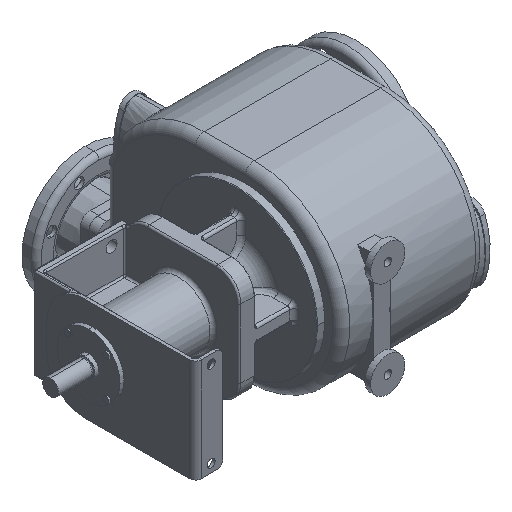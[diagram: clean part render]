
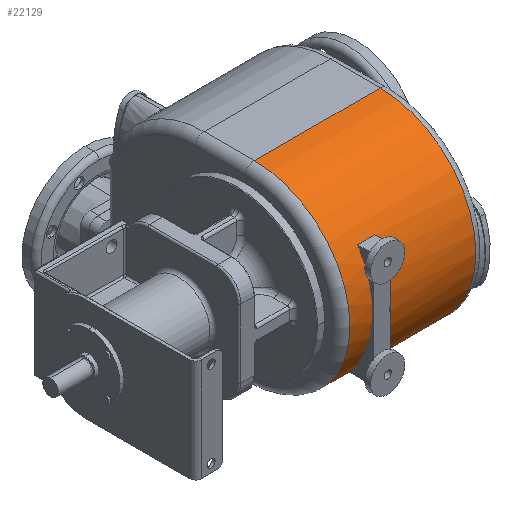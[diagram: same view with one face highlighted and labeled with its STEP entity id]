
A CAD part, isometric view. The second image highlights one B-rep face of the part: STEP entity #22129.
In plain terms, the highlighted cylindrical face has radius 167 mm (diameter 334 mm), a partial arc.
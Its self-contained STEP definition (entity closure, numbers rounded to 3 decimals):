
#6060=CARTESIAN_POINT('',(-55.,168.,0.));
#6061=DIRECTION('',(-1.,0.,0.));
#6062=DIRECTION('',(0.,0.,-1.));
#6063=AXIS2_PLACEMENT_3D('',#6060,#6061,#6062);
#6065=CARTESIAN_POINT('',(165.,168.,0.));
#6066=DIRECTION('',(1.,0.,0.));
#6067=DIRECTION('',(0.,0.,1.));
#6068=AXIS2_PLACEMENT_3D('',#6065,#6066,#6067);
#6070=DIRECTION('',(1.,0.,0.));
#6071=VECTOR('',#6070,220.);
#6072=CARTESIAN_POINT('',(-55.,168.,-167.));
#6073=LINE('',#6072,#6071);
#6074=DIRECTION('',(-1.,0.,0.));
#6075=VECTOR('',#6074,30.);
#6076=CARTESIAN_POINT('',(15.,42.346,-110.));
#6077=LINE('',#6076,#6075);
#6078=CARTESIAN_POINT('',(15.,168.,0.));
#6079=DIRECTION('',(-1.,0.,0.));
#6080=DIRECTION('',(0.,-0.752,-0.659));
#6081=AXIS2_PLACEMENT_3D('',#6078,#6079,#6080);
#6083=DIRECTION('',(-1.,0.,0.));
#6084=VECTOR('',#6083,30.);
#6085=CARTESIAN_POINT('',(15.,27.327,90.));
#6086=LINE('',#6085,#6084);
#6087=CARTESIAN_POINT('',(-15.,168.,0.));
#6088=DIRECTION('',(-1.,0.,0.));
#6089=DIRECTION('',(0.,-0.752,-0.659));
#6090=AXIS2_PLACEMENT_3D('',#6087,#6088,#6089);
#6100=DIRECTION('',(1.,0.,0.));
#6101=VECTOR('',#6100,220.);
#6102=CARTESIAN_POINT('',(-55.,168.,167.));
#6103=LINE('',#6102,#6101);
#12966=CARTESIAN_POINT('',(15.,42.346,-110.));
#12967=CARTESIAN_POINT('',(-15.,42.346,-110.));
#12968=VERTEX_POINT('',#12966);
#12969=VERTEX_POINT('',#12967);
#12970=CARTESIAN_POINT('',(15.,27.327,90.));
#12971=VERTEX_POINT('',#12970);
#12972=CARTESIAN_POINT('',(-15.,27.327,90.));
#12973=VERTEX_POINT('',#12972);
#12984=CARTESIAN_POINT('',(165.,168.,-167.));
#12985=VERTEX_POINT('',#12984);
#12986=CARTESIAN_POINT('',(165.,168.,167.));
#12987=VERTEX_POINT('',#12986);
#13020=CARTESIAN_POINT('',(-55.,168.,-167.));
#13021=VERTEX_POINT('',#13020);
#13024=CARTESIAN_POINT('',(-55.,168.,167.));
#13025=VERTEX_POINT('',#13024);
#22107=CARTESIAN_POINT('',(-70.,168.,0.));
#22108=DIRECTION('',(-1.,0.,0.));
#22109=DIRECTION('',(0.,0.,1.));
#22110=AXIS2_PLACEMENT_3D('',#22107,#22108,#22109);
#22111=CYLINDRICAL_SURFACE('',#22110,167.);
#22112=ORIENTED_EDGE('',*,*,#15908,.T.);
#22114=ORIENTED_EDGE('',*,*,#22113,.T.);
#22115=ORIENTED_EDGE('',*,*,#19989,.T.);
#22116=ORIENTED_EDGE('',*,*,#20069,.F.);
#22117=EDGE_LOOP('',(#22112,#22114,#22115,#22116));
#22118=FACE_OUTER_BOUND('',#22117,.F.);
#22120=ORIENTED_EDGE('',*,*,#22119,.F.);
#22122=ORIENTED_EDGE('',*,*,#22121,.T.);
#22124=ORIENTED_EDGE('',*,*,#22123,.T.);
#22126=ORIENTED_EDGE('',*,*,#22125,.F.);
#22127=EDGE_LOOP('',(#22120,#22122,#22124,#22126));
#22128=FACE_BOUND('',#22127,.F.);
#22129=ADVANCED_FACE('',(#22118,#22128),#22111,.T.);
#6064=CIRCLE('',#6063,167.);
#6069=CIRCLE('',#6068,167.);
#6082=CIRCLE('',#6081,167.);
#6091=CIRCLE('',#6090,167.);
#15908=EDGE_CURVE('',#13021,#13025,#6064,.T.);
#19989=EDGE_CURVE('',#12987,#12985,#6069,.T.);
#20069=EDGE_CURVE('',#13021,#12985,#6073,.T.);
#22113=EDGE_CURVE('',#13025,#12987,#6103,.T.);
#22119=EDGE_CURVE('',#12968,#12969,#6077,.T.);
#22121=EDGE_CURVE('',#12968,#12971,#6082,.T.);
#22123=EDGE_CURVE('',#12971,#12973,#6086,.T.);
#22125=EDGE_CURVE('',#12969,#12973,#6091,.T.);
